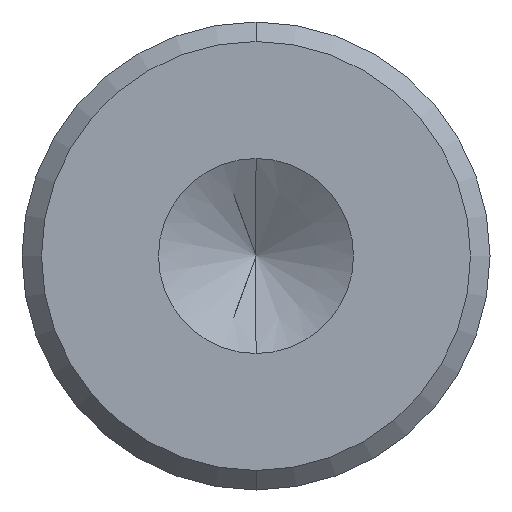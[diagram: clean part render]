
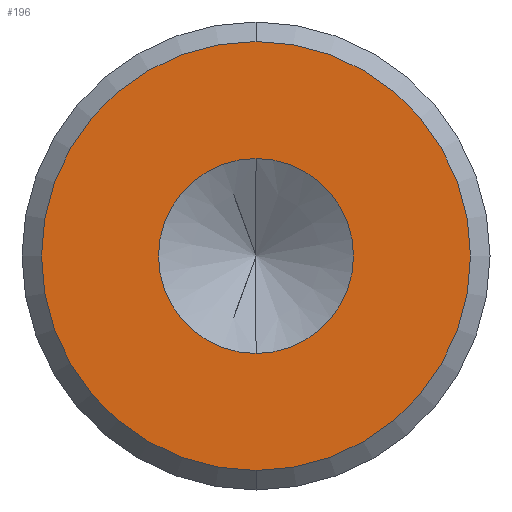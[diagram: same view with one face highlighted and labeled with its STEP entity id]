
A CAD part, front view. The second image highlights one B-rep face of the part: STEP entity #196.
In plain terms, the highlighted planar face has unit normal (0, -1, 0).
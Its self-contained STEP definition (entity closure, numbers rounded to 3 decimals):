
#14 = EDGE_CURVE ( 'NONE', #203, #198, #86, .T. ) ;
#16 = EDGE_CURVE ( 'NONE', #378, #391, #429, .T. ) ;
#17 = DIRECTION ( 'NONE',  ( 0., -1., 0. ) ) ;
#47 = DIRECTION ( 'NONE',  ( 0., -1., 0. ) ) ;
#61 = DIRECTION ( 'NONE',  ( 0., 1., 0. ) ) ;
#62 = PLANE ( 'NONE',  #184 ) ;
#67 = AXIS2_PLACEMENT_3D ( 'NONE', #128, #497, #170 ) ;
#68 = FACE_BOUND ( 'NONE', #224, .T. ) ;
#72 = CARTESIAN_POINT ( 'NONE',  ( 0., 0., -5.5 ) ) ;
#74 = ORIENTED_EDGE ( 'NONE', *, *, #16, .T. ) ;
#84 = EDGE_CURVE ( 'NONE', #391, #378, #160, .T. ) ;
#86 = CIRCLE ( 'NONE', #174, 2.5 ) ;
#98 = DIRECTION ( 'NONE',  ( 0., 0., -1. ) ) ;
#99 = ORIENTED_EDGE ( 'NONE', *, *, #84, .T. ) ;
#104 = DIRECTION ( 'NONE',  ( 0., 0., 1. ) ) ;
#126 = DIRECTION ( 'NONE',  ( 0., -1., 0. ) ) ;
#128 = CARTESIAN_POINT ( 'NONE',  ( 0., 0., 0. ) ) ;
#136 = CARTESIAN_POINT ( 'NONE',  ( 0., 0., 0. ) ) ;
#149 = AXIS2_PLACEMENT_3D ( 'NONE', #535, #47, #257 ) ;
#160 = CIRCLE ( 'NONE', #67, 5.5 ) ;
#170 = DIRECTION ( 'NONE',  ( 0., 0., 1. ) ) ;
#174 = AXIS2_PLACEMENT_3D ( 'NONE', #460, #126, #298 ) ;
#182 = FACE_OUTER_BOUND ( 'NONE', #411, .T. ) ;
#184 = AXIS2_PLACEMENT_3D ( 'NONE', #136, #61, #104 ) ;
#189 = ORIENTED_EDGE ( 'NONE', *, *, #14, .F. ) ;
#196 = ADVANCED_FACE ( 'NONE', ( #182, #68 ), #62, .F. ) ;
#198 = VERTEX_POINT ( 'NONE', #310 ) ;
#202 = CARTESIAN_POINT ( 'NONE',  ( 0., 0., 5.5 ) ) ;
#203 = VERTEX_POINT ( 'NONE', #223 ) ;
#210 = EDGE_CURVE ( 'NONE', #198, #203, #261, .T. ) ;
#223 = CARTESIAN_POINT ( 'NONE',  ( 0., 0., 2.5 ) ) ;
#224 = EDGE_LOOP ( 'NONE', ( #286, #189 ) ) ;
#257 = DIRECTION ( 'NONE',  ( 0., 0., 1. ) ) ;
#261 = CIRCLE ( 'NONE', #454, 2.5 ) ;
#286 = ORIENTED_EDGE ( 'NONE', *, *, #210, .F. ) ;
#298 = DIRECTION ( 'NONE',  ( 0., 0., -1. ) ) ;
#310 = CARTESIAN_POINT ( 'NONE',  ( 0., 0., -2.5 ) ) ;
#378 = VERTEX_POINT ( 'NONE', #72 ) ;
#390 = CARTESIAN_POINT ( 'NONE',  ( 0., 0., 0. ) ) ;
#391 = VERTEX_POINT ( 'NONE', #202 ) ;
#411 = EDGE_LOOP ( 'NONE', ( #99, #74 ) ) ;
#429 = CIRCLE ( 'NONE', #149, 5.5 ) ;
#454 = AXIS2_PLACEMENT_3D ( 'NONE', #390, #17, #98 ) ;
#460 = CARTESIAN_POINT ( 'NONE',  ( 0., 0., 0. ) ) ;
#497 = DIRECTION ( 'NONE',  ( 0., -1., 0. ) ) ;
#535 = CARTESIAN_POINT ( 'NONE',  ( 0., 0., 0. ) ) ;
